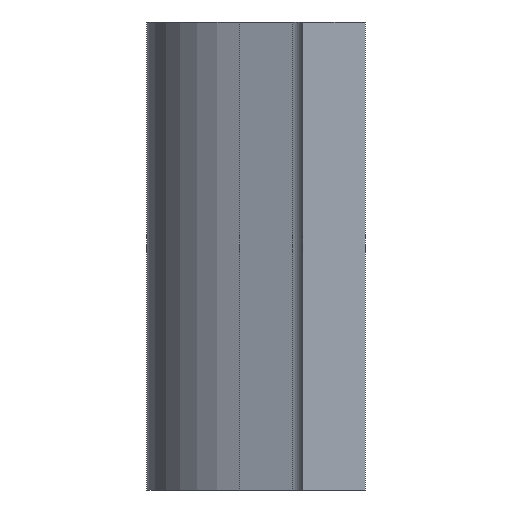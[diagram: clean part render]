
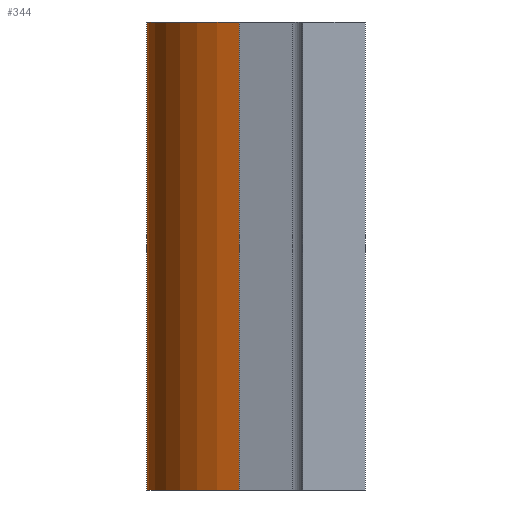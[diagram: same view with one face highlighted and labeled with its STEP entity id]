
A CAD part, left-side view. The second image highlights one B-rep face of the part: STEP entity #344.
In plain terms, the highlighted cylindrical face has radius 9 mm (diameter 18 mm), a partial arc.
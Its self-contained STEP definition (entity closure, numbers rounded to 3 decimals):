
#20=CYLINDRICAL_SURFACE('',#387,9.);
#36=FACE_OUTER_BOUND('',#54,.T.);
#54=EDGE_LOOP('',(#293,#294,#295,#296));
#62=CIRCLE('',#367,9.);
#68=CIRCLE('',#388,9.);
#102=LINE('',#580,#138);
#103=LINE('',#584,#139);
#138=VECTOR('',#478,10.);
#139=VECTOR('',#483,10.);
#141=VERTEX_POINT('',#491);
#156=VERTEX_POINT('',#520);
#171=VERTEX_POINT('',#578);
#172=VERTEX_POINT('',#582);
#188=EDGE_CURVE('',#156,#141,#62,.T.);
#217=EDGE_CURVE('',#156,#171,#102,.T.);
#218=EDGE_CURVE('',#172,#171,#68,.T.);
#219=EDGE_CURVE('',#141,#172,#103,.T.);
#293=ORIENTED_EDGE('',*,*,#217,.T.);
#294=ORIENTED_EDGE('',*,*,#218,.F.);
#295=ORIENTED_EDGE('',*,*,#219,.F.);
#296=ORIENTED_EDGE('',*,*,#188,.F.);
#344=ADVANCED_FACE('',(#36),#20,.T.);
#367=AXIS2_PLACEMENT_3D('',#522,#415,#416);
#387=AXIS2_PLACEMENT_3D('',#581,#479,#480);
#388=AXIS2_PLACEMENT_3D('',#583,#481,#482);
#415=DIRECTION('center_axis',(0.,0.,-1.));
#416=DIRECTION('ref_axis',(0.94,0.342,0.));
#478=DIRECTION('',(0.,0.,1.));
#479=DIRECTION('center_axis',(0.,0.,1.));
#480=DIRECTION('ref_axis',(0.94,0.342,0.));
#481=DIRECTION('center_axis',(0.,0.,1.));
#482=DIRECTION('ref_axis',(0.94,0.342,0.));
#483=DIRECTION('',(0.,0.,1.));
#491=CARTESIAN_POINT('',(8.457,8.078,-15.));
#520=CARTESIAN_POINT('',(-8.457,8.078,-15.));
#522=CARTESIAN_POINT('Origin',(0.,5.,-15.));
#578=CARTESIAN_POINT('',(-8.457,8.078,15.));
#580=CARTESIAN_POINT('',(-8.457,8.078,0.));
#581=CARTESIAN_POINT('Origin',(0.,5.,0.));
#582=CARTESIAN_POINT('',(8.457,8.078,15.));
#583=CARTESIAN_POINT('Origin',(0.,5.,15.));
#584=CARTESIAN_POINT('',(8.457,8.078,0.));
